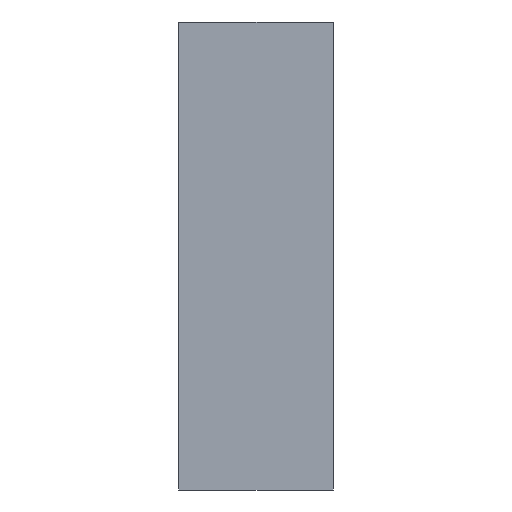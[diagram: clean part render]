
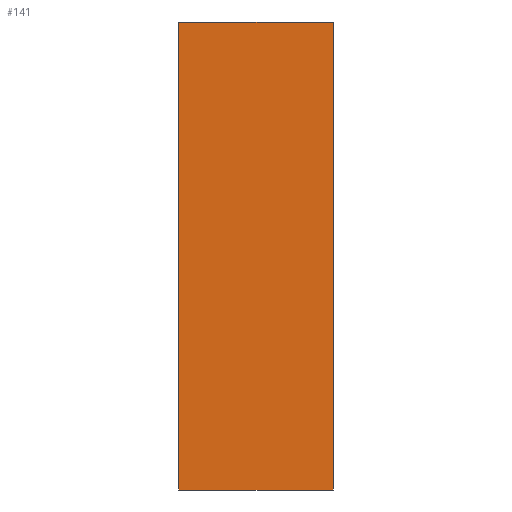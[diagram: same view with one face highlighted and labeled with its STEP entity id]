
A CAD part, left-side view. The second image highlights one B-rep face of the part: STEP entity #141.
In plain terms, the highlighted planar face has unit normal (-1, 0, 0).
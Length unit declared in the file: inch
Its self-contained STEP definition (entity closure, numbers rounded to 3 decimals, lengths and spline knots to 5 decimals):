
#15=FACE_OUTER_BOUND('',#23,.T.);
#23=EDGE_LOOP('',(#97,#98,#99,#100));
#31=LINE('',#211,#49);
#32=LINE('',#213,#50);
#33=LINE('',#215,#51);
#34=LINE('',#216,#52);
#49=VECTOR('',#175,0.3937);
#50=VECTOR('',#176,0.3937);
#51=VECTOR('',#177,0.3937);
#52=VECTOR('',#178,0.3937);
#67=VERTEX_POINT('',#209);
#68=VERTEX_POINT('',#210);
#69=VERTEX_POINT('',#212);
#70=VERTEX_POINT('',#214);
#79=EDGE_CURVE('',#67,#68,#31,.T.);
#80=EDGE_CURVE('',#67,#69,#32,.T.);
#81=EDGE_CURVE('',#70,#69,#33,.T.);
#82=EDGE_CURVE('',#68,#70,#34,.T.);
#97=ORIENTED_EDGE('',*,*,#79,.F.);
#98=ORIENTED_EDGE('',*,*,#80,.T.);
#99=ORIENTED_EDGE('',*,*,#81,.F.);
#100=ORIENTED_EDGE('',*,*,#82,.F.);
#133=PLANE('',#163);
#141=ADVANCED_FACE('',(#15),#133,.T.);
#163=AXIS2_PLACEMENT_3D('',#208,#173,#174);
#173=DIRECTION('center_axis',(-1.,0.,0.));
#174=DIRECTION('ref_axis',(0.,0.,1.));
#175=DIRECTION('',(0.,0.,-1.));
#176=DIRECTION('',(0.,1.,0.));
#177=DIRECTION('',(0.,0.,1.));
#178=DIRECTION('',(0.,1.,0.));
#208=CARTESIAN_POINT('Origin',(0.,0.,0.));
#209=CARTESIAN_POINT('',(0.,0.,15.125));
#210=CARTESIAN_POINT('',(0.,0.,0.));
#211=CARTESIAN_POINT('',(0.,0.,15.125));
#212=CARTESIAN_POINT('',(0.,5.,15.125));
#213=CARTESIAN_POINT('',(0.,0.,15.125));
#214=CARTESIAN_POINT('',(0.,5.,0.));
#215=CARTESIAN_POINT('',(0.,5.,15.125));
#216=CARTESIAN_POINT('',(0.,0.,0.));
